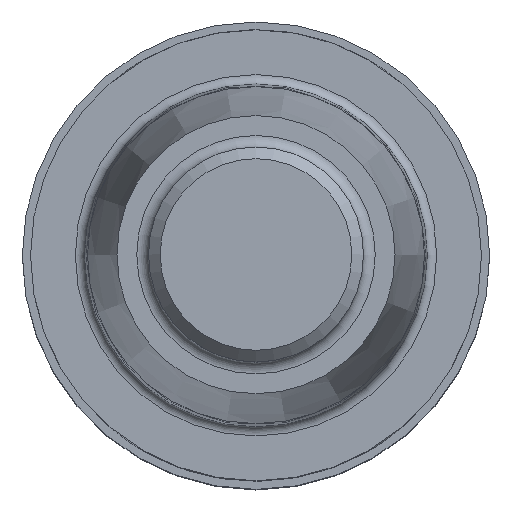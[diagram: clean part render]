
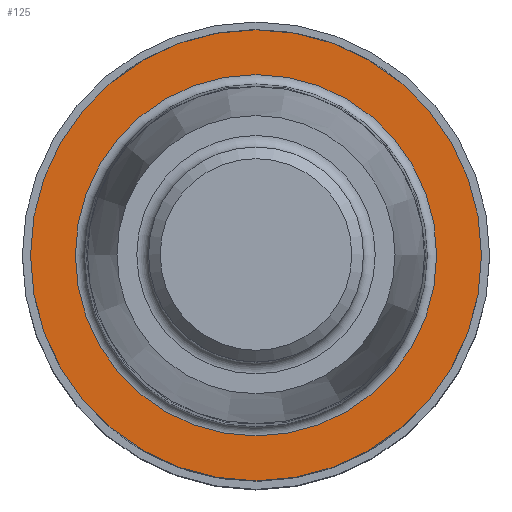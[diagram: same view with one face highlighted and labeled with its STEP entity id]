
A CAD part, top view. The second image highlights one B-rep face of the part: STEP entity #125.
In plain terms, the highlighted planar face has unit normal (0, 0, 1).
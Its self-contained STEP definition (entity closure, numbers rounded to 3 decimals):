
#89=PLANE('',#469);
#125=ADVANCED_FACE('',(#168,#169),#89,.F.);
#168=FACE_BOUND('',#201,.T.);
#169=FACE_BOUND('',#202,.T.);
#201=EDGE_LOOP('',(#245));
#202=EDGE_LOOP('',(#246));
#245=ORIENTED_EDGE('',*,*,#346,.T.);
#246=ORIENTED_EDGE('',*,*,#345,.T.);
#313=VERTEX_POINT('',#701);
#314=VERTEX_POINT('',#704);
#345=EDGE_CURVE('',#313,#313,#385,.T.);
#346=EDGE_CURVE('',#314,#314,#386,.T.);
#385=CIRCLE('',#466,7.731);
#386=CIRCLE('',#468,9.65);
#466=AXIS2_PLACEMENT_3D('',#700,#543,#544);
#468=AXIS2_PLACEMENT_3D('',#703,#547,#548);
#469=AXIS2_PLACEMENT_3D('',#705,#549,#550);
#543=DIRECTION('',(0.,0.,-1.));
#544=DIRECTION('',(-1.,0.,0.));
#547=DIRECTION('',(0.,0.,1.));
#548=DIRECTION('',(1.,0.,0.));
#549=DIRECTION('',(0.,0.,-1.));
#550=DIRECTION('',(-1.,0.,0.));
#700=CARTESIAN_POINT('',(0.,0.,0.));
#701=CARTESIAN_POINT('',(-7.731,0.,0.));
#703=CARTESIAN_POINT('',(0.,0.,0.));
#704=CARTESIAN_POINT('',(9.65,0.,0.));
#705=CARTESIAN_POINT('',(0.,9.65,0.));
